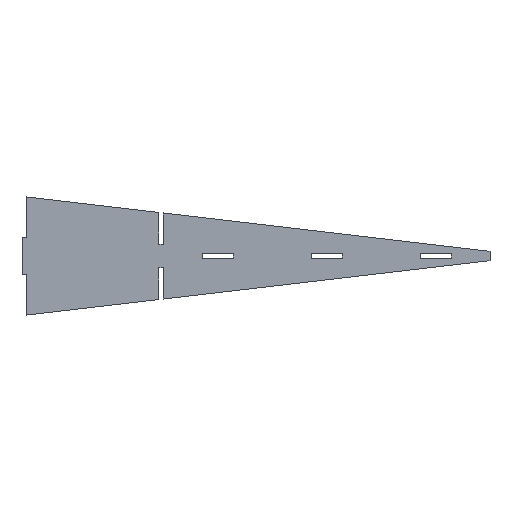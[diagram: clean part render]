
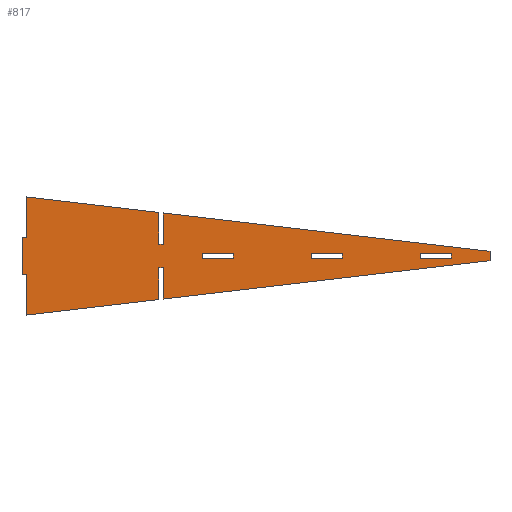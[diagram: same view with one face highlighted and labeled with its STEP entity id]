
A CAD part, top view. The second image highlights one B-rep face of the part: STEP entity #817.
In plain terms, the highlighted planar face has unit normal (0, 0, 1).
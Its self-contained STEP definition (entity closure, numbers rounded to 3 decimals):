
#49=CARTESIAN_POINT('Vertex',(0.,-12.,3.)) ;
#52=CARTESIAN_POINT('Line Origine',(0.,0.,3.)) ;
#56=CARTESIAN_POINT('Vertex',(0.,12.,3.)) ;
#87=CARTESIAN_POINT('Vertex',(3.,-12.,3.)) ;
#90=CARTESIAN_POINT('Line Origine',(1.5,-12.,3.)) ;
#118=CARTESIAN_POINT('Vertex',(3.,-38.,3.)) ;
#121=CARTESIAN_POINT('Line Origine',(3.,-25.,3.)) ;
#149=CARTESIAN_POINT('Vertex',(88.,-28.017,3.)) ;
#152=CARTESIAN_POINT('Line Origine',(45.5,-33.008,3.)) ;
#180=CARTESIAN_POINT('Vertex',(88.,-7.5,3.)) ;
#183=CARTESIAN_POINT('Line Origine',(88.,-17.758,3.)) ;
#211=CARTESIAN_POINT('Vertex',(91.,-7.5,3.)) ;
#214=CARTESIAN_POINT('Line Origine',(89.5,-7.5,3.)) ;
#242=CARTESIAN_POINT('Vertex',(91.,-27.664,3.)) ;
#245=CARTESIAN_POINT('Line Origine',(91.,-17.582,3.)) ;
#268=CARTESIAN_POINT('Vertex',(301.,-3.,3.)) ;
#271=CARTESIAN_POINT('Line Origine',(196.,-15.332,3.)) ;
#299=CARTESIAN_POINT('Vertex',(301.,3.,3.)) ;
#302=CARTESIAN_POINT('Line Origine',(301.,0.,3.)) ;
#332=CARTESIAN_POINT('Vertex',(276.,-1.5,3.)) ;
#335=CARTESIAN_POINT('Line Origine',(276.,0.,3.)) ;
#339=CARTESIAN_POINT('Vertex',(276.,1.5,3.)) ;
#370=CARTESIAN_POINT('Vertex',(256.,-1.5,3.)) ;
#373=CARTESIAN_POINT('Line Origine',(266.,-1.5,3.)) ;
#401=CARTESIAN_POINT('Vertex',(256.,1.5,3.)) ;
#404=CARTESIAN_POINT('Line Origine',(256.,0.,3.)) ;
#434=CARTESIAN_POINT('Vertex',(206.,-1.5,3.)) ;
#437=CARTESIAN_POINT('Line Origine',(206.,0.,3.)) ;
#441=CARTESIAN_POINT('Vertex',(206.,1.5,3.)) ;
#467=CARTESIAN_POINT('Vertex',(186.,-1.5,3.)) ;
#470=CARTESIAN_POINT('Line Origine',(196.,-1.5,3.)) ;
#498=CARTESIAN_POINT('Vertex',(186.,1.5,3.)) ;
#501=CARTESIAN_POINT('Line Origine',(186.,0.,3.)) ;
#531=CARTESIAN_POINT('Vertex',(136.,-1.5,3.)) ;
#534=CARTESIAN_POINT('Line Origine',(136.,0.,3.)) ;
#538=CARTESIAN_POINT('Vertex',(136.,1.5,3.)) ;
#564=CARTESIAN_POINT('Vertex',(116.,-1.5,3.)) ;
#567=CARTESIAN_POINT('Line Origine',(126.,-1.5,3.)) ;
#595=CARTESIAN_POINT('Vertex',(116.,1.5,3.)) ;
#598=CARTESIAN_POINT('Line Origine',(116.,0.,3.)) ;
#714=CARTESIAN_POINT('Axis2P3D Location',(0.,0.,3.)) ;
#719=CARTESIAN_POINT('Line Origine',(196.,15.332,3.)) ;
#723=CARTESIAN_POINT('Vertex',(91.,27.664,3.)) ;
#726=CARTESIAN_POINT('Line Origine',(91.,17.582,3.)) ;
#730=CARTESIAN_POINT('Vertex',(91.,7.5,3.)) ;
#733=CARTESIAN_POINT('Line Origine',(89.5,7.5,3.)) ;
#737=CARTESIAN_POINT('Vertex',(88.,7.5,3.)) ;
#740=CARTESIAN_POINT('Line Origine',(88.,17.758,3.)) ;
#744=CARTESIAN_POINT('Vertex',(88.,28.017,3.)) ;
#747=CARTESIAN_POINT('Line Origine',(45.5,33.008,3.)) ;
#751=CARTESIAN_POINT('Vertex',(3.,38.,3.)) ;
#754=CARTESIAN_POINT('Line Origine',(3.,25.,3.)) ;
#758=CARTESIAN_POINT('Vertex',(3.,12.,3.)) ;
#761=CARTESIAN_POINT('Line Origine',(1.5,12.,3.)) ;
#784=CARTESIAN_POINT('Line Origine',(126.,1.5,3.)) ;
#795=CARTESIAN_POINT('Line Origine',(196.,1.5,3.)) ;
#806=CARTESIAN_POINT('Line Origine',(266.,1.5,3.)) ;
#54=VECTOR('Line Direction',#53,1.) ;
#92=VECTOR('Line Direction',#91,1.) ;
#123=VECTOR('Line Direction',#122,1.) ;
#154=VECTOR('Line Direction',#153,1.) ;
#185=VECTOR('Line Direction',#184,1.) ;
#216=VECTOR('Line Direction',#215,1.) ;
#247=VECTOR('Line Direction',#246,1.) ;
#273=VECTOR('Line Direction',#272,1.) ;
#304=VECTOR('Line Direction',#303,1.) ;
#337=VECTOR('Line Direction',#336,1.) ;
#375=VECTOR('Line Direction',#374,1.) ;
#406=VECTOR('Line Direction',#405,1.) ;
#439=VECTOR('Line Direction',#438,1.) ;
#472=VECTOR('Line Direction',#471,1.) ;
#503=VECTOR('Line Direction',#502,1.) ;
#536=VECTOR('Line Direction',#535,1.) ;
#569=VECTOR('Line Direction',#568,1.) ;
#600=VECTOR('Line Direction',#599,1.) ;
#721=VECTOR('Line Direction',#720,1.) ;
#728=VECTOR('Line Direction',#727,1.) ;
#735=VECTOR('Line Direction',#734,1.) ;
#742=VECTOR('Line Direction',#741,1.) ;
#749=VECTOR('Line Direction',#748,1.) ;
#756=VECTOR('Line Direction',#755,1.) ;
#763=VECTOR('Line Direction',#762,1.) ;
#786=VECTOR('Line Direction',#785,1.) ;
#797=VECTOR('Line Direction',#796,1.) ;
#808=VECTOR('Line Direction',#807,1.) ;
#53=DIRECTION('Vector Direction',(0.,1.,0.)) ;
#91=DIRECTION('Vector Direction',(-1.,0.,0.)) ;
#122=DIRECTION('Vector Direction',(0.,1.,0.)) ;
#153=DIRECTION('Vector Direction',(-0.993,-0.117,0.)) ;
#184=DIRECTION('Vector Direction',(0.,-1.,0.)) ;
#215=DIRECTION('Vector Direction',(1.,0.,0.)) ;
#246=DIRECTION('Vector Direction',(0.,1.,0.)) ;
#272=DIRECTION('Vector Direction',(-0.993,-0.117,0.)) ;
#303=DIRECTION('Vector Direction',(0.,-1.,0.)) ;
#336=DIRECTION('Vector Direction',(0.,-1.,0.)) ;
#374=DIRECTION('Vector Direction',(-1.,0.,0.)) ;
#405=DIRECTION('Vector Direction',(0.,1.,0.)) ;
#438=DIRECTION('Vector Direction',(0.,1.,0.)) ;
#471=DIRECTION('Vector Direction',(-1.,0.,0.)) ;
#502=DIRECTION('Vector Direction',(0.,-1.,0.)) ;
#535=DIRECTION('Vector Direction',(0.,-1.,0.)) ;
#568=DIRECTION('Vector Direction',(-1.,0.,0.)) ;
#599=DIRECTION('Vector Direction',(0.,1.,0.)) ;
#715=DIRECTION('Axis2P3D Direction',(0.,0.,1.)) ;
#716=DIRECTION('Axis2P3D XDirection',(1.,0.,0.)) ;
#720=DIRECTION('Vector Direction',(-0.993,0.117,0.)) ;
#727=DIRECTION('Vector Direction',(0.,1.,0.)) ;
#734=DIRECTION('Vector Direction',(1.,0.,0.)) ;
#741=DIRECTION('Vector Direction',(0.,-1.,0.)) ;
#748=DIRECTION('Vector Direction',(-0.993,0.117,0.)) ;
#755=DIRECTION('Vector Direction',(0.,1.,0.)) ;
#762=DIRECTION('Vector Direction',(-1.,0.,0.)) ;
#785=DIRECTION('Vector Direction',(-1.,0.,0.)) ;
#796=DIRECTION('Vector Direction',(-1.,0.,0.)) ;
#807=DIRECTION('Vector Direction',(-1.,0.,0.)) ;
#717=AXIS2_PLACEMENT_3D('Plane Axis2P3D',#714,#715,#716) ;
#55=LINE('Line',#52,#54) ;
#93=LINE('Line',#90,#92) ;
#124=LINE('Line',#121,#123) ;
#155=LINE('Line',#152,#154) ;
#186=LINE('Line',#183,#185) ;
#217=LINE('Line',#214,#216) ;
#248=LINE('Line',#245,#247) ;
#274=LINE('Line',#271,#273) ;
#305=LINE('Line',#302,#304) ;
#338=LINE('Line',#335,#337) ;
#376=LINE('Line',#373,#375) ;
#407=LINE('Line',#404,#406) ;
#440=LINE('Line',#437,#439) ;
#473=LINE('Line',#470,#472) ;
#504=LINE('Line',#501,#503) ;
#537=LINE('Line',#534,#536) ;
#570=LINE('Line',#567,#569) ;
#601=LINE('Line',#598,#600) ;
#722=LINE('Line',#719,#721) ;
#729=LINE('Line',#726,#728) ;
#736=LINE('Line',#733,#735) ;
#743=LINE('Line',#740,#742) ;
#750=LINE('Line',#747,#749) ;
#757=LINE('Line',#754,#756) ;
#764=LINE('Line',#761,#763) ;
#787=LINE('Line',#784,#786) ;
#798=LINE('Line',#795,#797) ;
#809=LINE('Line',#806,#808) ;
#718=PLANE('',#717) ;
#794=FACE_BOUND('',#789,.T.) ;
#805=FACE_BOUND('',#800,.T.) ;
#816=FACE_BOUND('',#811,.T.) ;
#58=EDGE_CURVE('',#50,#57,#55,.T.) ;
#94=EDGE_CURVE('',#50,#88,#93,.F.) ;
#125=EDGE_CURVE('',#88,#119,#124,.F.) ;
#156=EDGE_CURVE('',#119,#150,#155,.F.) ;
#187=EDGE_CURVE('',#150,#181,#186,.F.) ;
#218=EDGE_CURVE('',#181,#212,#217,.T.) ;
#249=EDGE_CURVE('',#212,#243,#248,.F.) ;
#275=EDGE_CURVE('',#243,#269,#274,.F.) ;
#306=EDGE_CURVE('',#300,#269,#305,.T.) ;
#341=EDGE_CURVE('',#333,#340,#338,.F.) ;
#377=EDGE_CURVE('',#333,#371,#376,.T.) ;
#408=EDGE_CURVE('',#402,#371,#407,.F.) ;
#443=EDGE_CURVE('',#435,#442,#440,.T.) ;
#474=EDGE_CURVE('',#435,#468,#473,.T.) ;
#505=EDGE_CURVE('',#499,#468,#504,.T.) ;
#540=EDGE_CURVE('',#532,#539,#537,.F.) ;
#571=EDGE_CURVE('',#532,#565,#570,.T.) ;
#602=EDGE_CURVE('',#596,#565,#601,.F.) ;
#725=EDGE_CURVE('',#724,#300,#722,.F.) ;
#732=EDGE_CURVE('',#731,#724,#729,.T.) ;
#739=EDGE_CURVE('',#738,#731,#736,.T.) ;
#746=EDGE_CURVE('',#745,#738,#743,.T.) ;
#753=EDGE_CURVE('',#752,#745,#750,.F.) ;
#760=EDGE_CURVE('',#759,#752,#757,.T.) ;
#765=EDGE_CURVE('',#57,#759,#764,.F.) ;
#788=EDGE_CURVE('',#539,#596,#787,.T.) ;
#799=EDGE_CURVE('',#442,#499,#798,.T.) ;
#810=EDGE_CURVE('',#340,#402,#809,.T.) ;
#767=ORIENTED_EDGE('',*,*,#58,.F.) ;
#768=ORIENTED_EDGE('',*,*,#94,.T.) ;
#769=ORIENTED_EDGE('',*,*,#125,.T.) ;
#770=ORIENTED_EDGE('',*,*,#156,.T.) ;
#771=ORIENTED_EDGE('',*,*,#187,.T.) ;
#772=ORIENTED_EDGE('',*,*,#218,.T.) ;
#773=ORIENTED_EDGE('',*,*,#249,.T.) ;
#774=ORIENTED_EDGE('',*,*,#275,.T.) ;
#775=ORIENTED_EDGE('',*,*,#306,.F.) ;
#776=ORIENTED_EDGE('',*,*,#725,.F.) ;
#777=ORIENTED_EDGE('',*,*,#732,.F.) ;
#778=ORIENTED_EDGE('',*,*,#739,.F.) ;
#779=ORIENTED_EDGE('',*,*,#746,.F.) ;
#780=ORIENTED_EDGE('',*,*,#753,.F.) ;
#781=ORIENTED_EDGE('',*,*,#760,.F.) ;
#782=ORIENTED_EDGE('',*,*,#765,.F.) ;
#790=ORIENTED_EDGE('',*,*,#602,.F.) ;
#791=ORIENTED_EDGE('',*,*,#788,.F.) ;
#792=ORIENTED_EDGE('',*,*,#540,.F.) ;
#793=ORIENTED_EDGE('',*,*,#571,.T.) ;
#801=ORIENTED_EDGE('',*,*,#443,.F.) ;
#802=ORIENTED_EDGE('',*,*,#474,.T.) ;
#803=ORIENTED_EDGE('',*,*,#505,.F.) ;
#804=ORIENTED_EDGE('',*,*,#799,.F.) ;
#812=ORIENTED_EDGE('',*,*,#408,.F.) ;
#813=ORIENTED_EDGE('',*,*,#810,.F.) ;
#814=ORIENTED_EDGE('',*,*,#341,.F.) ;
#815=ORIENTED_EDGE('',*,*,#377,.T.) ;
#766=EDGE_LOOP('',(#767,#768,#769,#770,#771,#772,#773,#774,#775,#776,#777,#778,#779,#780,#781,#782)) ;
#789=EDGE_LOOP('',(#790,#791,#792,#793)) ;
#800=EDGE_LOOP('',(#801,#802,#803,#804)) ;
#811=EDGE_LOOP('',(#812,#813,#814,#815)) ;
#50=VERTEX_POINT('',#49) ;
#57=VERTEX_POINT('',#56) ;
#88=VERTEX_POINT('',#87) ;
#119=VERTEX_POINT('',#118) ;
#150=VERTEX_POINT('',#149) ;
#181=VERTEX_POINT('',#180) ;
#212=VERTEX_POINT('',#211) ;
#243=VERTEX_POINT('',#242) ;
#269=VERTEX_POINT('',#268) ;
#300=VERTEX_POINT('',#299) ;
#333=VERTEX_POINT('',#332) ;
#340=VERTEX_POINT('',#339) ;
#371=VERTEX_POINT('',#370) ;
#402=VERTEX_POINT('',#401) ;
#435=VERTEX_POINT('',#434) ;
#442=VERTEX_POINT('',#441) ;
#468=VERTEX_POINT('',#467) ;
#499=VERTEX_POINT('',#498) ;
#532=VERTEX_POINT('',#531) ;
#539=VERTEX_POINT('',#538) ;
#565=VERTEX_POINT('',#564) ;
#596=VERTEX_POINT('',#595) ;
#724=VERTEX_POINT('',#723) ;
#731=VERTEX_POINT('',#730) ;
#738=VERTEX_POINT('',#737) ;
#745=VERTEX_POINT('',#744) ;
#752=VERTEX_POINT('',#751) ;
#759=VERTEX_POINT('',#758) ;
#817=ADVANCED_FACE('PartBody',(#783,#794,#805,#816),#718,.T.) ;
#783=FACE_OUTER_BOUND('',#766,.T.) ;
